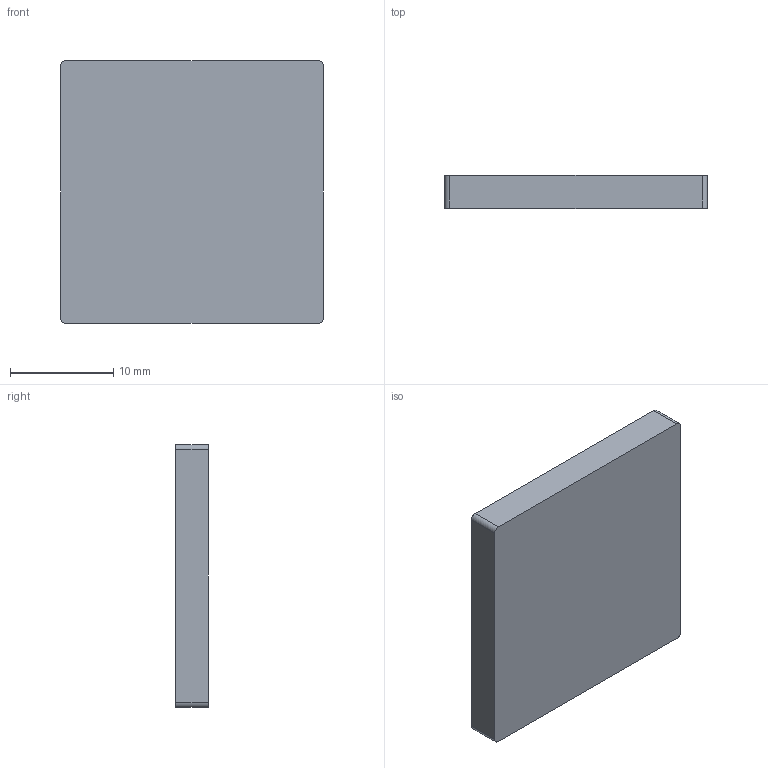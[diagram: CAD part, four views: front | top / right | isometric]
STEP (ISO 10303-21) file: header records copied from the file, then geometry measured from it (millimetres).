
FILE_DESCRIPTION(/* description */ (''),/* implementation_level */ '2;1');
FILE_NAME(/* name */ 'Magnet_Spacer _1-4.step',/* time_stamp */ '2023-04-03T14:12:32-07:00',/* author */ (''),/* organization */ (''),/* preprocessor_version */ 'ST-DEVELOPER v19.2',/* originating_system */ 'Autodesk Translation Framework v11.17.0.187',/* authorisation */ '');
FILE_SCHEMA (('AUTOMOTIVE_DESIGN { 1 0 10303 214 3 1 1 }'));
Length unit declared in the file: millimetre
Products named in the file (1): magnet spacer 1/4
Bounding box: 25.4 x 3.17 x 25.4 mm (x, y, z)
Volume: 2028.9 mm3; surface area: 1634 mm2
Topology: 1 solids, 1 shells, 94 faces, 219 edges, 133 vertices
Faces by surface type: plane 47, cylinder 39, bspline 8
Entity records: 3017 total; most frequent: CARTESIAN_POINT 879, ORIENTED_EDGE 438, DIRECTION 416, EDGE_CURVE 219, LINE 160, VECTOR 160, VERTEX_POINT 133, AXIS2_PLACEMENT_3D 128
